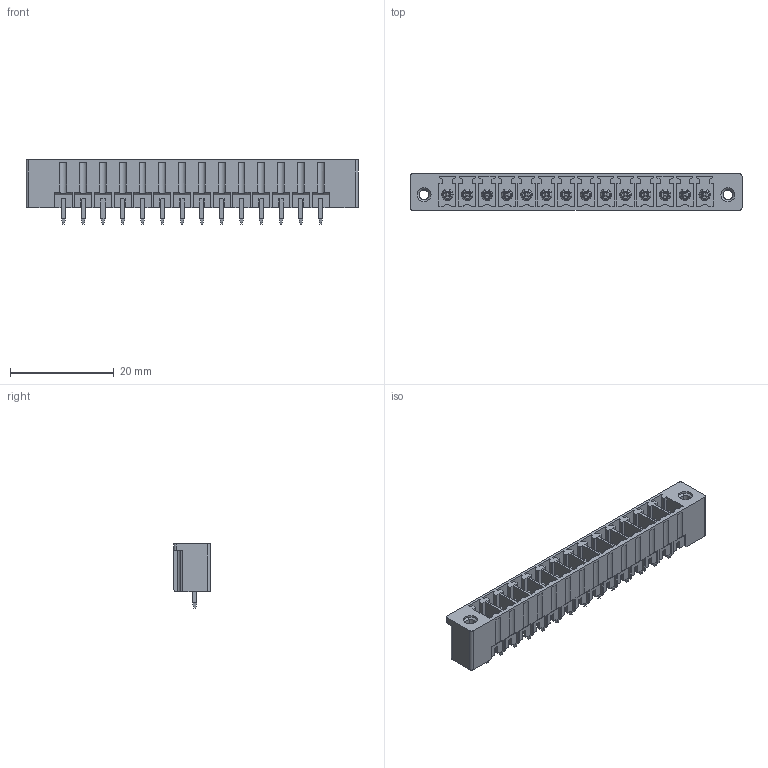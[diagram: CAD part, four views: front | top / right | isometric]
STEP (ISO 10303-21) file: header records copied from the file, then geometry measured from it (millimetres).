
FILE_DESCRIPTION(('CATIA V5 STEP Exchange','CAx-IF Rec.Pracs.--- Model Styling and Organization---1.2---2011-12-15'),'2;1');
FILE_NAME ('D1459861_0', '2018-09-29T06:16:00+00:00', ('none'), ('Weidmueller'), 'CATIA Version 5-6 Release 2014', 'CATIA V5 STEP AP214', 'none');
FILE_SCHEMA(('AUTOMOTIVE_DESIGN { 1 0 10303 214 1 1 1 1 }'));
Length unit declared in the file: millimetre
Products named in the file (1): 1943500000
Bounding box: 63.93 x 7.05 x 12.4 mm (x, y, z)
Volume: 2027.8 mm3; surface area: 5427.1 mm2
Topology: 15 solids, 15 shells, 1065 faces, 3036 edges, 2045 vertices
Faces by surface type: plane 760, cylinder 245, cone 32, torus 28
Entity records: 32277 total; most frequent: CARTESIAN_POINT 6383, ORIENTED_EDGE 6072, DIRECTION 4140, EDGE_CURVE 3036, VECTOR 2434, LINE 2434, VERTEX_POINT 2045, EDGE_LOOP 1141
